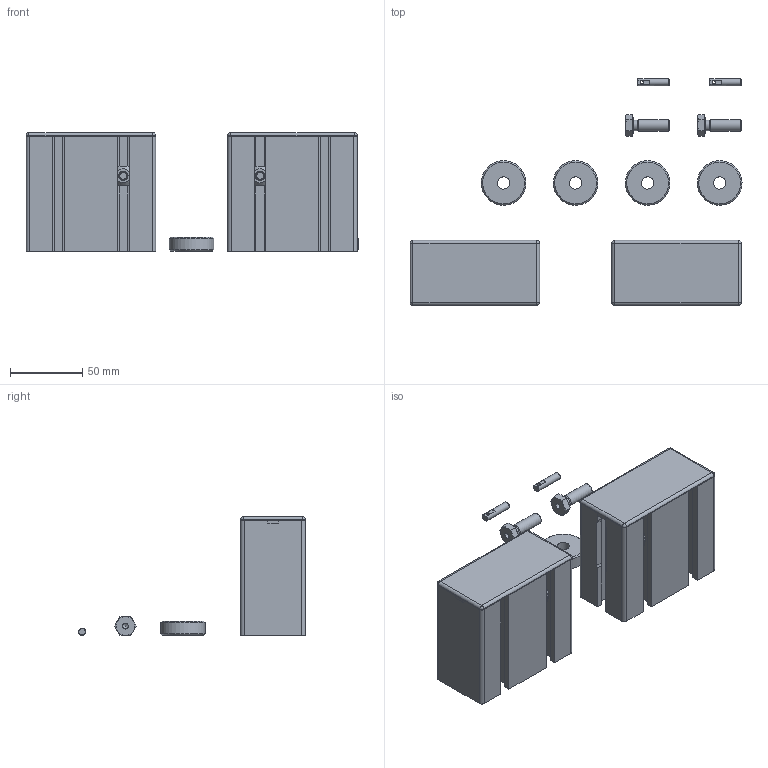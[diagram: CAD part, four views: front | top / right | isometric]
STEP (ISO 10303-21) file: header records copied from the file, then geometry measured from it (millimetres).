
FILE_DESCRIPTION(/* description */ (''),/* implementation_level */ '2;1');
FILE_NAME(/* name */ '700800.stp',/* time_stamp */ '2023-02-09T12:53:25+01:00',/* author */ ('aluteckkpl_kk'),/* organization */ (''),/* preprocessor_version */ 'ST-DEVELOPER v18.1',/* originating_system */ 'Autodesk Inventor 2021',/* authorisation */ '');
FILE_SCHEMA (('CONFIG_CONTROL_DESIGN'));
Length unit declared in the file: millimetre
Products named in the file (15): 700800; 700800L; 124590-80-1; 700800P; 124590-80; 210813; DIN 9021 - 6,4; 200625-1; DIN 625 SKF - SKF 626; Ozubené kolo; 210800; 224590; 700800.1; 700800.2; 700800.3
Assembly tree (28 placements, depth 3):
  700800
    700800L
      124590-80-1
      210813
      DIN 9021 - 6,4  x2
      200625-1
      DIN 625 SKF - SKF 626
      Ozubené kolo
      210800
      224590
    700800P
      124590-80
      210813
      DIN 9021 - 6,4  x2
      200625-1
      DIN 625 SKF - SKF 626
      Ozubené kolo
      210800
      224590
    700800.1  x4
    700800.2  x2
    700800.3  x2
Bounding box: 230.49 x 157.5 x 82.5 mm (x, y, z)
Volume: 203458.8 mm3; surface area: 178668.7 mm2
Topology: 26 solids, 26 shells, 758 faces, 2144 edges, 1428 vertices
Faces by surface type: plane 328, cylinder 246, cone 118, torus 48, sphere 18
Full cylindrical faces by diameter (mm): 2 x2, 4.134 x2, 5 x2, 6 x4, 6.4 x8, 6.647 x2, 7.2 x6, 7.323 x2, 8 x2, 8.5 x6, 10 x2, 10.16 x4, 11 x2, 11.4 x2, 14.84 x4, 18 x4, 19 x4, 21.5 x4, 31 x4
Entity records: 17805 total; most frequent: CARTESIAN_POINT 4455, ORIENTED_EDGE 2764, DIRECTION 2654, EDGE_CURVE 1382, AXIS2_PLACEMENT_3D 994, VERTEX_POINT 933, LINE 666, VECTOR 666
